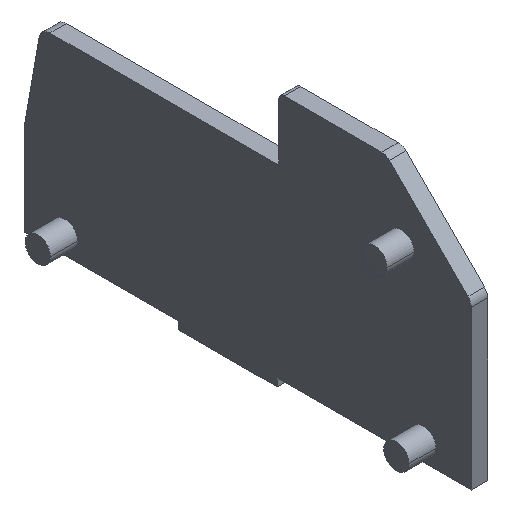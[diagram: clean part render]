
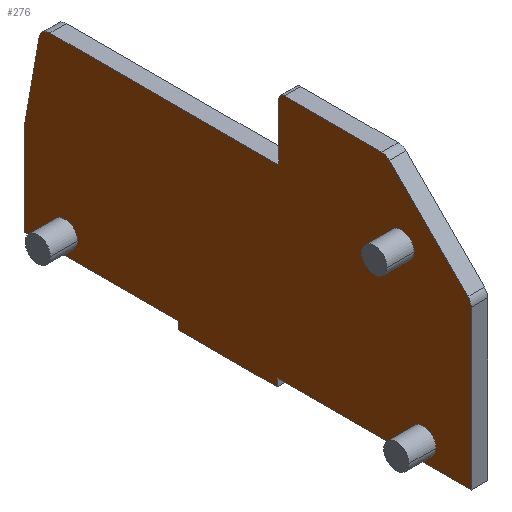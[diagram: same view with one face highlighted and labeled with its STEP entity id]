
A CAD part, isometric view. The second image highlights one B-rep face of the part: STEP entity #276.
In plain terms, the highlighted planar face has unit normal (-1, 0, 0).
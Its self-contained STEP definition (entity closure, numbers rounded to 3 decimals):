
#88=AXIS2_PLACEMENT_3D('Circle Axis2P3D',#86,#87,$) ;
#106=AXIS2_PLACEMENT_3D('Plane Axis2P3D',#103,#104,#105) ;
#124=AXIS2_PLACEMENT_3D('Circle Axis2P3D',#122,#123,$) ;
#187=AXIS2_PLACEMENT_3D('Circle Axis2P3D',#185,#186,$) ;
#201=AXIS2_PLACEMENT_3D('Circle Axis2P3D',#199,#200,$) ;
#224=AXIS2_PLACEMENT_3D('Circle Axis2P3D',#222,#223,$) ;
#233=AXIS2_PLACEMENT_3D('Circle Axis2P3D',#231,#232,$) ;
#242=AXIS2_PLACEMENT_3D('Circle Axis2P3D',#240,#241,$) ;
#251=AXIS2_PLACEMENT_3D('Circle Axis2P3D',#249,#250,$) ;
#260=AXIS2_PLACEMENT_3D('Circle Axis2P3D',#258,#259,$) ;
#269=AXIS2_PLACEMENT_3D('Circle Axis2P3D',#267,#268,$) ;
#41=CARTESIAN_POINT('Vertex',(2.475,17.05,23.3)) ;
#46=CARTESIAN_POINT('Line Origine',(2.475,12.607,23.3)) ;
#50=CARTESIAN_POINT('Vertex',(2.475,8.164,23.3)) ;
#81=CARTESIAN_POINT('Vertex',(2.475,17.55,22.8)) ;
#86=CARTESIAN_POINT('Axis2P3D Location',(2.475,17.05,22.8)) ;
#103=CARTESIAN_POINT('Axis2P3D Location',(2.475,21.25,-9.58)) ;
#108=CARTESIAN_POINT('Line Origine',(2.475,17.55,20.195)) ;
#112=CARTESIAN_POINT('Vertex',(2.475,17.55,17.59)) ;
#115=CARTESIAN_POINT('Line Origine',(2.475,27.985,17.59)) ;
#119=CARTESIAN_POINT('Vertex',(2.475,38.419,17.59)) ;
#122=CARTESIAN_POINT('Axis2P3D Location',(2.475,38.419,16.59)) ;
#126=CARTESIAN_POINT('Vertex',(2.475,39.404,16.764)) ;
#129=CARTESIAN_POINT('Line Origine',(2.475,40.077,12.947)) ;
#133=CARTESIAN_POINT('Vertex',(2.475,40.75,9.13)) ;
#136=CARTESIAN_POINT('Line Origine',(2.475,40.75,4.915)) ;
#140=CARTESIAN_POINT('Vertex',(2.475,40.75,0.7)) ;
#143=CARTESIAN_POINT('Line Origine',(2.475,33.725,0.7)) ;
#147=CARTESIAN_POINT('Vertex',(2.475,26.7,0.7)) ;
#150=CARTESIAN_POINT('Line Origine',(2.475,26.7,0.35)) ;
#154=CARTESIAN_POINT('Vertex',(2.475,26.7,0.)) ;
#157=CARTESIAN_POINT('Line Origine',(2.475,22.2,0.)) ;
#161=CARTESIAN_POINT('Vertex',(2.475,17.7,0.)) ;
#164=CARTESIAN_POINT('Line Origine',(2.475,17.7,0.35)) ;
#168=CARTESIAN_POINT('Vertex',(2.475,17.7,0.7)) ;
#171=CARTESIAN_POINT('Line Origine',(2.475,8.85,0.7)) ;
#175=CARTESIAN_POINT('Vertex',(2.475,0.,0.7)) ;
#178=CARTESIAN_POINT('Line Origine',(2.475,0.,7.918)) ;
#182=CARTESIAN_POINT('Vertex',(2.475,0.,15.136)) ;
#185=CARTESIAN_POINT('Axis2P3D Location',(2.475,1.,15.136)) ;
#189=CARTESIAN_POINT('Vertex',(2.475,0.293,15.843)) ;
#192=CARTESIAN_POINT('Line Origine',(2.475,3.875,19.425)) ;
#196=CARTESIAN_POINT('Vertex',(2.475,7.457,23.007)) ;
#199=CARTESIAN_POINT('Axis2P3D Location',(2.475,8.164,22.3)) ;
#222=CARTESIAN_POINT('Axis2P3D Location',(2.475,37.05,2.42)) ;
#226=CARTESIAN_POINT('Vertex',(2.475,35.9,2.42)) ;
#228=CARTESIAN_POINT('Vertex',(2.475,38.2,2.42)) ;
#231=CARTESIAN_POINT('Axis2P3D Location',(2.475,37.05,2.42)) ;
#240=CARTESIAN_POINT('Axis2P3D Location',(2.475,4.35,2.42)) ;
#244=CARTESIAN_POINT('Vertex',(2.475,3.2,2.42)) ;
#246=CARTESIAN_POINT('Vertex',(2.475,5.5,2.42)) ;
#249=CARTESIAN_POINT('Axis2P3D Location',(2.475,4.35,2.42)) ;
#258=CARTESIAN_POINT('Axis2P3D Location',(2.475,6.35,16.92)) ;
#262=CARTESIAN_POINT('Vertex',(2.475,5.2,16.92)) ;
#264=CARTESIAN_POINT('Vertex',(2.475,7.5,16.92)) ;
#267=CARTESIAN_POINT('Axis2P3D Location',(2.475,6.35,16.92)) ;
#47=DIRECTION('Vector Direction',(0.,-1.,0.)) ;
#87=DIRECTION('Axis2P3D Direction',(1.,0.,0.)) ;
#104=DIRECTION('Axis2P3D Direction',(1.,0.,0.)) ;
#105=DIRECTION('Axis2P3D XDirection',(0.,1.,0.)) ;
#109=DIRECTION('Vector Direction',(0.,0.,1.)) ;
#116=DIRECTION('Vector Direction',(0.,1.,0.)) ;
#123=DIRECTION('Axis2P3D Direction',(1.,0.,0.)) ;
#130=DIRECTION('Vector Direction',(0.,0.174,-0.985)) ;
#137=DIRECTION('Vector Direction',(0.,0.,1.)) ;
#144=DIRECTION('Vector Direction',(0.,1.,0.)) ;
#151=DIRECTION('Vector Direction',(0.,0.,1.)) ;
#158=DIRECTION('Vector Direction',(0.,1.,0.)) ;
#165=DIRECTION('Vector Direction',(0.,0.,1.)) ;
#172=DIRECTION('Vector Direction',(0.,-1.,0.)) ;
#179=DIRECTION('Vector Direction',(0.,0.,-1.)) ;
#186=DIRECTION('Axis2P3D Direction',(1.,0.,0.)) ;
#193=DIRECTION('Vector Direction',(0.,-0.707,-0.707)) ;
#200=DIRECTION('Axis2P3D Direction',(1.,0.,0.)) ;
#223=DIRECTION('Axis2P3D Direction',(1.,0.,0.)) ;
#232=DIRECTION('Axis2P3D Direction',(1.,0.,0.)) ;
#241=DIRECTION('Axis2P3D Direction',(1.,0.,0.)) ;
#250=DIRECTION('Axis2P3D Direction',(1.,0.,0.)) ;
#259=DIRECTION('Axis2P3D Direction',(1.,0.,0.)) ;
#268=DIRECTION('Axis2P3D Direction',(1.,0.,0.)) ;
#48=VECTOR('Line Direction',#47,1.) ;
#110=VECTOR('Line Direction',#109,1.) ;
#117=VECTOR('Line Direction',#116,1.) ;
#131=VECTOR('Line Direction',#130,1.) ;
#138=VECTOR('Line Direction',#137,1.) ;
#145=VECTOR('Line Direction',#144,1.) ;
#152=VECTOR('Line Direction',#151,1.) ;
#159=VECTOR('Line Direction',#158,1.) ;
#166=VECTOR('Line Direction',#165,1.) ;
#173=VECTOR('Line Direction',#172,1.) ;
#180=VECTOR('Line Direction',#179,1.) ;
#194=VECTOR('Line Direction',#193,1.) ;
#205=ORIENTED_EDGE('',*,*,#90,.F.) ;
#206=ORIENTED_EDGE('',*,*,#114,.F.) ;
#207=ORIENTED_EDGE('',*,*,#121,.F.) ;
#208=ORIENTED_EDGE('',*,*,#128,.F.) ;
#209=ORIENTED_EDGE('',*,*,#135,.F.) ;
#210=ORIENTED_EDGE('',*,*,#142,.F.) ;
#211=ORIENTED_EDGE('',*,*,#149,.F.) ;
#212=ORIENTED_EDGE('',*,*,#156,.F.) ;
#213=ORIENTED_EDGE('',*,*,#163,.F.) ;
#214=ORIENTED_EDGE('',*,*,#170,.F.) ;
#215=ORIENTED_EDGE('',*,*,#177,.F.) ;
#216=ORIENTED_EDGE('',*,*,#184,.F.) ;
#217=ORIENTED_EDGE('',*,*,#191,.F.) ;
#218=ORIENTED_EDGE('',*,*,#198,.F.) ;
#219=ORIENTED_EDGE('',*,*,#203,.F.) ;
#220=ORIENTED_EDGE('',*,*,#52,.F.) ;
#237=ORIENTED_EDGE('',*,*,#230,.F.) ;
#238=ORIENTED_EDGE('',*,*,#235,.F.) ;
#255=ORIENTED_EDGE('',*,*,#248,.F.) ;
#256=ORIENTED_EDGE('',*,*,#253,.F.) ;
#273=ORIENTED_EDGE('',*,*,#266,.F.) ;
#274=ORIENTED_EDGE('',*,*,#271,.F.) ;
#239=FACE_BOUND('',#236,.T.) ;
#257=FACE_BOUND('',#254,.T.) ;
#275=FACE_BOUND('',#272,.T.) ;
#276=ADVANCED_FACE('Hauptk\X2\00F6\X0\rper',(#221,#239,#257,#275),#107,.F.) ;
#89=CIRCLE('generated circle',#88,0.5) ;
#125=CIRCLE('generated circle',#124,1.) ;
#188=CIRCLE('generated circle',#187,1.) ;
#202=CIRCLE('generated circle',#201,1.) ;
#225=CIRCLE('generated circle',#224,1.15) ;
#234=CIRCLE('generated circle',#233,1.15) ;
#243=CIRCLE('generated circle',#242,1.15) ;
#252=CIRCLE('generated circle',#251,1.15) ;
#261=CIRCLE('generated circle',#260,1.15) ;
#270=CIRCLE('generated circle',#269,1.15) ;
#52=EDGE_CURVE('',#42,#51,#49,.T.) ;
#90=EDGE_CURVE('',#82,#42,#89,.T.) ;
#114=EDGE_CURVE('',#113,#82,#111,.T.) ;
#121=EDGE_CURVE('',#120,#113,#118,.F.) ;
#128=EDGE_CURVE('',#127,#120,#125,.T.) ;
#135=EDGE_CURVE('',#134,#127,#132,.F.) ;
#142=EDGE_CURVE('',#141,#134,#139,.T.) ;
#149=EDGE_CURVE('',#148,#141,#146,.T.) ;
#156=EDGE_CURVE('',#155,#148,#153,.T.) ;
#163=EDGE_CURVE('',#162,#155,#160,.T.) ;
#170=EDGE_CURVE('',#169,#162,#167,.F.) ;
#177=EDGE_CURVE('',#176,#169,#174,.F.) ;
#184=EDGE_CURVE('',#183,#176,#181,.T.) ;
#191=EDGE_CURVE('',#190,#183,#188,.T.) ;
#198=EDGE_CURVE('',#197,#190,#195,.T.) ;
#203=EDGE_CURVE('',#51,#197,#202,.T.) ;
#230=EDGE_CURVE('',#227,#229,#225,.F.) ;
#235=EDGE_CURVE('',#229,#227,#234,.F.) ;
#248=EDGE_CURVE('',#245,#247,#243,.F.) ;
#253=EDGE_CURVE('',#247,#245,#252,.F.) ;
#266=EDGE_CURVE('',#263,#265,#261,.F.) ;
#271=EDGE_CURVE('',#265,#263,#270,.F.) ;
#204=EDGE_LOOP('',(#205,#206,#207,#208,#209,#210,#211,#212,#213,#214,#215,#216,#217,#218,#219,#220)) ;
#236=EDGE_LOOP('',(#237,#238)) ;
#254=EDGE_LOOP('',(#255,#256)) ;
#272=EDGE_LOOP('',(#273,#274)) ;
#221=FACE_OUTER_BOUND('',#204,.T.) ;
#49=LINE('Line',#46,#48) ;
#111=LINE('Line',#108,#110) ;
#118=LINE('Line',#115,#117) ;
#132=LINE('Line',#129,#131) ;
#139=LINE('Line',#136,#138) ;
#146=LINE('Line',#143,#145) ;
#153=LINE('Line',#150,#152) ;
#160=LINE('Line',#157,#159) ;
#167=LINE('Line',#164,#166) ;
#174=LINE('Line',#171,#173) ;
#181=LINE('Line',#178,#180) ;
#195=LINE('Line',#192,#194) ;
#107=PLANE('',#106) ;
#42=VERTEX_POINT('',#41) ;
#51=VERTEX_POINT('',#50) ;
#82=VERTEX_POINT('',#81) ;
#113=VERTEX_POINT('',#112) ;
#120=VERTEX_POINT('',#119) ;
#127=VERTEX_POINT('',#126) ;
#134=VERTEX_POINT('',#133) ;
#141=VERTEX_POINT('',#140) ;
#148=VERTEX_POINT('',#147) ;
#155=VERTEX_POINT('',#154) ;
#162=VERTEX_POINT('',#161) ;
#169=VERTEX_POINT('',#168) ;
#176=VERTEX_POINT('',#175) ;
#183=VERTEX_POINT('',#182) ;
#190=VERTEX_POINT('',#189) ;
#197=VERTEX_POINT('',#196) ;
#227=VERTEX_POINT('',#226) ;
#229=VERTEX_POINT('',#228) ;
#245=VERTEX_POINT('',#244) ;
#247=VERTEX_POINT('',#246) ;
#263=VERTEX_POINT('',#262) ;
#265=VERTEX_POINT('',#264) ;
